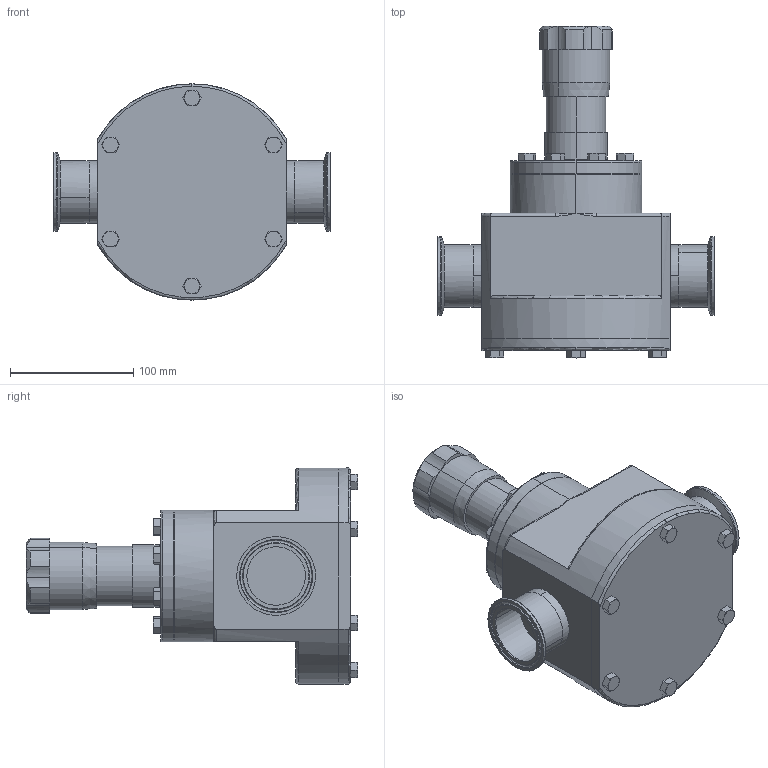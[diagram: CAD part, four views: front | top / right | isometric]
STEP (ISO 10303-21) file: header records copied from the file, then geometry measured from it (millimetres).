
FILE_DESCRIPTION (( 'STEP AP203' ), '1' );
FILE_NAME ('JSRHF-200-6C.STEP', '2018-12-06T18:30:05', ( '' ), ( '' ), 'SwSTEP 2.0', 'SolidWorks 2018', '' );
FILE_SCHEMA (( 'CONFIG_CONTROL_DESIGN' ));
Length unit declared in the file: inch
Products named in the file (2): JSRHF-200-6C
Bounding box: 224.03 x 268.93 x 175.26 mm (x, y, z)
Volume: 2771686.9 mm3; surface area: 166270.2 mm2
Topology: 1 solids, 1 shells, 316 faces, 714 edges, 421 vertices
Faces by surface type: plane 127, cone 104, cylinder 60, torus 21, bspline 4
Entity records: 9887 total; most frequent: CARTESIAN_POINT 2949, ORIENTED_EDGE 1420, DIRECTION 1386, EDGE_CURVE 710, AXIS2_PLACEMENT_3D 562, VERTEX_POINT 421, EDGE_LOOP 341, FACE_OUTER_BOUND 316
